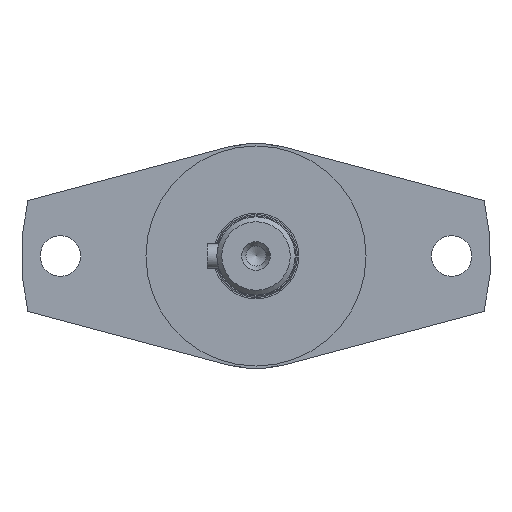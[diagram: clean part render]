
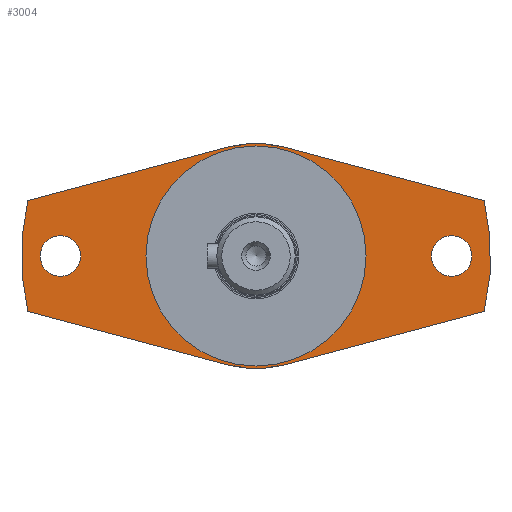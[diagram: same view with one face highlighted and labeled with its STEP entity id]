
A CAD part, left-side view. The second image highlights one B-rep face of the part: STEP entity #3004.
In plain terms, the highlighted planar face has unit normal (-1, 0, 0).
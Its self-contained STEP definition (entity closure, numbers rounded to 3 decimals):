
#245=FACE_BOUND('',#1026,.T.);
#246=FACE_BOUND('',#1027,.T.);
#247=FACE_BOUND('',#1028,.T.);
#301=LINE('',#4522,#565);
#302=LINE('',#4523,#566);
#303=LINE('',#4524,#567);
#304=LINE('',#4525,#568);
#565=VECTOR('',#3674,10.);
#566=VECTOR('',#3675,10.);
#567=VECTOR('',#3676,10.);
#568=VECTOR('',#3677,10.);
#853=FACE_OUTER_BOUND('',#1025,.T.);
#1025=EDGE_LOOP('',(#2178,#2179,#2180,#2181,#2182,#2183,#2184,#2185));
#1026=EDGE_LOOP('',(#2186));
#1027=EDGE_LOOP('',(#2187));
#1028=EDGE_LOOP('',(#2188,#2189));
#1219=CIRCLE('',#3234,23.);
#1221=CIRCLE('',#3236,23.);
#1226=CIRCLE('',#3243,48.);
#1227=CIRCLE('',#3245,22.5);
#1228=CIRCLE('',#3246,22.5);
#1230=CIRCLE('',#3249,48.);
#1233=CIRCLE('',#3254,4.15);
#1234=CIRCLE('',#3255,4.15);
#1352=VERTEX_POINT('',#4468);
#1353=VERTEX_POINT('',#4470);
#1356=VERTEX_POINT('',#4476);
#1357=VERTEX_POINT('',#4478);
#1363=VERTEX_POINT('',#4494);
#1364=VERTEX_POINT('',#4496);
#1365=VERTEX_POINT('',#4500);
#1366=VERTEX_POINT('',#4501);
#1367=VERTEX_POINT('',#4506);
#1370=VERTEX_POINT('',#4511);
#1373=VERTEX_POINT('',#4526);
#1374=VERTEX_POINT('',#4528);
#1659=EDGE_CURVE('',#1353,#1352,#1219,.T.);
#1663=EDGE_CURVE('',#1357,#1356,#1221,.T.);
#1672=EDGE_CURVE('',#1363,#1364,#1226,.T.);
#1674=EDGE_CURVE('',#1365,#1366,#1227,.T.);
#1675=EDGE_CURVE('',#1366,#1365,#1228,.T.);
#1680=EDGE_CURVE('',#1370,#1367,#1230,.T.);
#1685=EDGE_CURVE('',#1363,#1353,#301,.T.);
#1686=EDGE_CURVE('',#1352,#1367,#302,.T.);
#1687=EDGE_CURVE('',#1370,#1357,#303,.T.);
#1688=EDGE_CURVE('',#1356,#1364,#304,.T.);
#1689=EDGE_CURVE('',#1373,#1373,#1233,.T.);
#1690=EDGE_CURVE('',#1374,#1374,#1234,.T.);
#2178=ORIENTED_EDGE('',*,*,#1685,.T.);
#2179=ORIENTED_EDGE('',*,*,#1659,.T.);
#2180=ORIENTED_EDGE('',*,*,#1686,.T.);
#2181=ORIENTED_EDGE('',*,*,#1680,.F.);
#2182=ORIENTED_EDGE('',*,*,#1687,.T.);
#2183=ORIENTED_EDGE('',*,*,#1663,.T.);
#2184=ORIENTED_EDGE('',*,*,#1688,.T.);
#2185=ORIENTED_EDGE('',*,*,#1672,.F.);
#2186=ORIENTED_EDGE('',*,*,#1689,.T.);
#2187=ORIENTED_EDGE('',*,*,#1690,.T.);
#2188=ORIENTED_EDGE('',*,*,#1674,.T.);
#2189=ORIENTED_EDGE('',*,*,#1675,.T.);
#2876=PLANE('',#3253);
#3004=ADVANCED_FACE('',(#853,#245,#246,#247),#2876,.T.);
#3234=AXIS2_PLACEMENT_3D('',#4471,#3622,#3623);
#3236=AXIS2_PLACEMENT_3D('',#4479,#3628,#3629);
#3243=AXIS2_PLACEMENT_3D('',#4497,#3646,#3647);
#3245=AXIS2_PLACEMENT_3D('',#4502,#3651,#3652);
#3246=AXIS2_PLACEMENT_3D('',#4503,#3653,#3654);
#3249=AXIS2_PLACEMENT_3D('',#4513,#3662,#3663);
#3253=AXIS2_PLACEMENT_3D('',#4521,#3672,#3673);
#3254=AXIS2_PLACEMENT_3D('',#4527,#3678,#3679);
#3255=AXIS2_PLACEMENT_3D('',#4529,#3680,#3681);
#3622=DIRECTION('center_axis',(-1.,0.,0.));
#3623=DIRECTION('ref_axis',(0.,0.259,0.966));
#3628=DIRECTION('center_axis',(-1.,0.,0.));
#3629=DIRECTION('ref_axis',(0.,0.259,0.966));
#3646=DIRECTION('center_axis',(1.,0.,0.));
#3647=DIRECTION('ref_axis',(0.,-1.,0.));
#3651=DIRECTION('center_axis',(1.,0.,0.));
#3652=DIRECTION('ref_axis',(0.,-1.,0.));
#3653=DIRECTION('center_axis',(1.,0.,0.));
#3654=DIRECTION('ref_axis',(0.,-1.,0.));
#3662=DIRECTION('center_axis',(1.,0.,0.));
#3663=DIRECTION('ref_axis',(0.,-1.,0.));
#3672=DIRECTION('center_axis',(-1.,0.,0.));
#3673=DIRECTION('ref_axis',(0.,0.,
-1.));
#3674=DIRECTION('',(0.,0.966,0.259));
#3675=DIRECTION('',(0.,0.966,-0.259));
#3676=DIRECTION('',(0.,-0.966,-0.259));
#3677=DIRECTION('',(0.,-0.966,0.259));
#3678=DIRECTION('center_axis',(1.,0.,0.));
#3679=DIRECTION('ref_axis',(0.,0.,1.));
#3680=DIRECTION('center_axis',(1.,0.,0.));
#3681=DIRECTION('ref_axis',(0.,0.,1.));
#4468=CARTESIAN_POINT('',(-103.5,5.953,22.216));
#4470=CARTESIAN_POINT('',(-103.5,-5.953,22.216));
#4471=CARTESIAN_POINT('Origin',(-103.5,0.,0.));
#4476=CARTESIAN_POINT('',(-103.5,-5.953,-22.216));
#4478=CARTESIAN_POINT('',(-103.5,5.953,-22.216));
#4479=CARTESIAN_POINT('Origin',(-103.5,0.,0.));
#4494=CARTESIAN_POINT('',(-103.5,-46.648,11.312));
#4496=CARTESIAN_POINT('',(-103.5,-46.648,-11.312));
#4497=CARTESIAN_POINT('Origin',(-103.5,0.,0.));
#4500=CARTESIAN_POINT('',(-103.5,-22.5,0.));
#4501=CARTESIAN_POINT('',(-103.5,22.5,0.));
#4502=CARTESIAN_POINT('Origin',(-103.5,0.,0.));
#4503=CARTESIAN_POINT('Origin',(-103.5,0.,0.));
#4506=CARTESIAN_POINT('',(-103.5,46.648,11.312));
#4511=CARTESIAN_POINT('',(-103.5,46.648,-11.312));
#4513=CARTESIAN_POINT('Origin',(-103.5,0.,0.));
#4521=CARTESIAN_POINT('Origin',(-103.5,-35.25,0.));
#4522=CARTESIAN_POINT('',(-103.5,-45.921,11.507));
#4523=CARTESIAN_POINT('',(-103.5,-10.492,26.623));
#4524=CARTESIAN_POINT('',(-103.5,13.032,-20.319));
#4525=CARTESIAN_POINT('',(-103.5,-22.397,-17.81));
#4526=CARTESIAN_POINT('',(-103.5,40.,-4.15));
#4527=CARTESIAN_POINT('Origin',(-103.5,40.,0.));
#4528=CARTESIAN_POINT('',(-103.5,-40.,-4.15));
#4529=CARTESIAN_POINT('Origin',(-103.5,-40.,0.));
